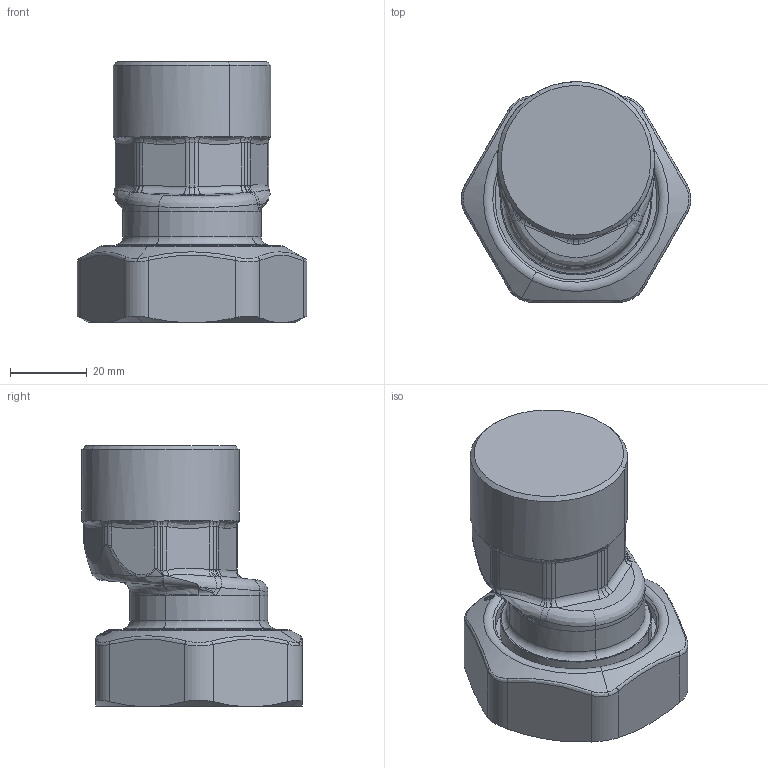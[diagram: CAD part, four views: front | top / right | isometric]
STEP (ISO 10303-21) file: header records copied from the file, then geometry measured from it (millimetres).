
FILE_DESCRIPTION(('CATIA V5 STEP Exchange','CAx-IF Rec.Pracs.--- Model Styling and Organization---1.4--- 2014-01-23','CAx-IF Rec.Pracs.---3D Tessellated Data Validation Properties---0.5---2014-09-14'),'2;1');
FILE_NAME('STEP_165006_-_TST.stp','2020-11-16T15:39:17+00:00',('none'),('none'),'CATIA Version 5-6 Release 2019 SP3','CATIA V5 STEP AP242 v1','none');
FILE_SCHEMA(('AP242_MANAGED_MODEL_BASED_3D_ENGINEERING_MIM_LF {1 0 10303 442 1 1 4}'));
Products named in the file (1): 165006 - TST
Bounding box: 59.81 x 57.39 x 68 mm (x, y, z)
Volume: 85272.8 mm3; surface area: 20083.3 mm2
Topology: 3 solids, 3 shells, 654 faces, 1545 edges, 851 vertices
Faces by surface type: bspline 441, cylinder 65, sphere 51, cone 41, plane 33, torus 23
Entity records: 38579 total; most frequent: CARTESIAN_POINT 28231, ORIENTED_EDGE 2994, EDGE_CURVE 1497, B_SPLINE_CURVE_WITH_KNOTS 1264, VERTEX_POINT 851, EDGE_LOOP 660, ADVANCED_FACE 654, FACE_OUTER_BOUND 654
